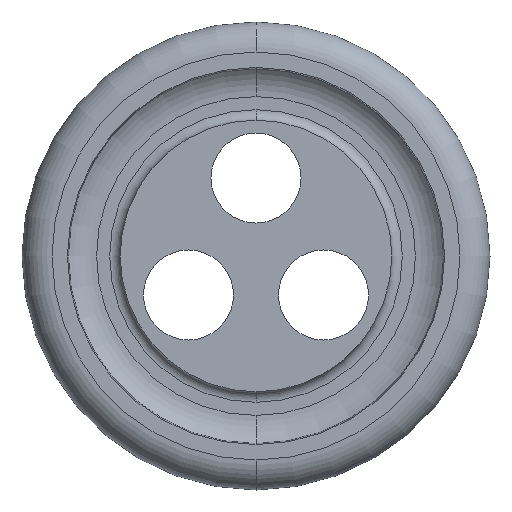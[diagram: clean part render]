
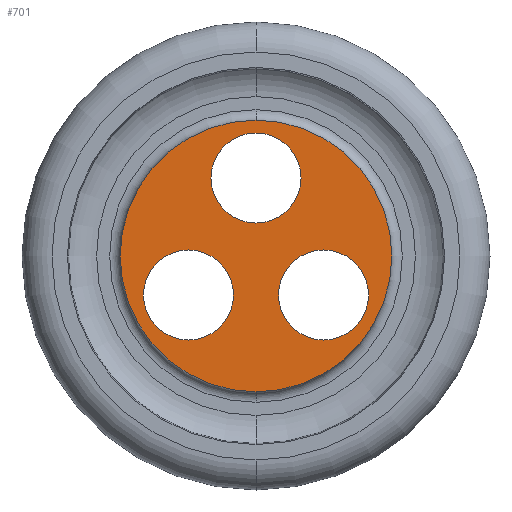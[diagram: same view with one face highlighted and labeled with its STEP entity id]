
A CAD part, front view. The second image highlights one B-rep face of the part: STEP entity #701.
In plain terms, the highlighted planar face has unit normal (0, -1, 0).
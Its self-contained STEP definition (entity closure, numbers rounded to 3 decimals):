
#12 = EDGE_CURVE ( 'NONE', #818, #674, #548, .T. ) ;
#21 = EDGE_CURVE ( 'NONE', #842, #729, #663, .T. ) ;
#38 = ORIENTED_EDGE ( 'NONE', *, *, #461, .T. ) ;
#49 = EDGE_CURVE ( 'NONE', #264, #629, #208, .T. ) ;
#53 = ORIENTED_EDGE ( 'NONE', *, *, #21, .T. ) ;
#64 = CIRCLE ( 'NONE', #600, 3. ) ;
#74 = DIRECTION ( 'NONE',  ( 0., -1., 0. ) ) ;
#85 = EDGE_LOOP ( 'NONE', ( #310, #148 ) ) ;
#86 = DIRECTION ( 'NONE',  ( 0., -1., 0. ) ) ;
#87 = EDGE_CURVE ( 'NONE', #629, #264, #64, .T. ) ;
#95 = DIRECTION ( 'NONE',  ( 0., 0., -1. ) ) ;
#111 = DIRECTION ( 'NONE',  ( 0., 0., -1. ) ) ;
#134 = DIRECTION ( 'NONE',  ( 0., 0., 1. ) ) ;
#148 = ORIENTED_EDGE ( 'NONE', *, *, #87, .F. ) ;
#152 = CARTESIAN_POINT ( 'NONE',  ( 0., 19.177, 2.196 ) ) ;
#164 = AXIS2_PLACEMENT_3D ( 'NONE', #612, #423, #195 ) ;
#195 = DIRECTION ( 'NONE',  ( 0., 0., -1. ) ) ;
#196 = ORIENTED_EDGE ( 'NONE', *, *, #856, .F. ) ;
#200 = CIRCLE ( 'NONE', #164, 3. ) ;
#208 = CIRCLE ( 'NONE', #415, 3. ) ;
#222 = CARTESIAN_POINT ( 'NONE',  ( 0., 19.177, 8.196 ) ) ;
#239 = DIRECTION ( 'NONE',  ( 0., -1., 0. ) ) ;
#244 = CARTESIAN_POINT ( 'NONE',  ( 0., 19.177, 0. ) ) ;
#264 = VERTEX_POINT ( 'NONE', #387 ) ;
#274 = PLANE ( 'NONE',  #846 ) ;
#283 = EDGE_LOOP ( 'NONE', ( #38, #53 ) ) ;
#285 = FACE_BOUND ( 'NONE', #656, .T. ) ;
#289 = AXIS2_PLACEMENT_3D ( 'NONE', #244, #239, #95 ) ;
#300 = CARTESIAN_POINT ( 'NONE',  ( 0., 19.177, 5.196 ) ) ;
#302 = DIRECTION ( 'NONE',  ( 0., -1., 0. ) ) ;
#310 = ORIENTED_EDGE ( 'NONE', *, *, #49, .F. ) ;
#316 = DIRECTION ( 'NONE',  ( 0., 0., -1. ) ) ;
#321 = FACE_OUTER_BOUND ( 'NONE', #283, .T. ) ;
#330 = EDGE_CURVE ( 'NONE', #674, #818, #200, .T. ) ;
#346 = FACE_BOUND ( 'NONE', #784, .T. ) ;
#355 = CARTESIAN_POINT ( 'NONE',  ( -9.05, 19.177, 0. ) ) ;
#364 = CARTESIAN_POINT ( 'NONE',  ( -4.5, 19.177, 0.402 ) ) ;
#368 = DIRECTION ( 'NONE',  ( 0., -1., 0. ) ) ;
#387 = CARTESIAN_POINT ( 'NONE',  ( 4.5, 19.177, -5.598 ) ) ;
#394 = VERTEX_POINT ( 'NONE', #152 ) ;
#415 = AXIS2_PLACEMENT_3D ( 'NONE', #786, #368, #111 ) ;
#423 = DIRECTION ( 'NONE',  ( 0., -1., 0. ) ) ;
#460 = CIRCLE ( 'NONE', #562, 3. ) ;
#461 = EDGE_CURVE ( 'NONE', #729, #842, #540, .T. ) ;
#519 = VERTEX_POINT ( 'NONE', #222 ) ;
#527 = CARTESIAN_POINT ( 'NONE',  ( 4.5, 19.177, 0.402 ) ) ;
#535 = CARTESIAN_POINT ( 'NONE',  ( 0., 19.177, 0. ) ) ;
#540 = CIRCLE ( 'NONE', #657, 9.05 ) ;
#542 = DIRECTION ( 'NONE',  ( 0., 0., -1. ) ) ;
#545 = DIRECTION ( 'NONE',  ( 0., 1., 0. ) ) ;
#548 = CIRCLE ( 'NONE', #593, 3. ) ;
#550 = CARTESIAN_POINT ( 'NONE',  ( 0., 19.177, -9.05 ) ) ;
#562 = AXIS2_PLACEMENT_3D ( 'NONE', #300, #780, #848 ) ;
#565 = ORIENTED_EDGE ( 'NONE', *, *, #330, .F. ) ;
#593 = AXIS2_PLACEMENT_3D ( 'NONE', #790, #302, #863 ) ;
#600 = AXIS2_PLACEMENT_3D ( 'NONE', #773, #646, #316 ) ;
#604 = AXIS2_PLACEMENT_3D ( 'NONE', #640, #86, #769 ) ;
#612 = CARTESIAN_POINT ( 'NONE',  ( -4.5, 19.177, -2.598 ) ) ;
#629 = VERTEX_POINT ( 'NONE', #527 ) ;
#640 = CARTESIAN_POINT ( 'NONE',  ( 0., 19.177, 5.196 ) ) ;
#646 = DIRECTION ( 'NONE',  ( 0., -1., 0. ) ) ;
#656 = EDGE_LOOP ( 'NONE', ( #196, #762 ) ) ;
#657 = AXIS2_PLACEMENT_3D ( 'NONE', #535, #74, #542 ) ;
#663 = CIRCLE ( 'NONE', #289, 9.05 ) ;
#674 = VERTEX_POINT ( 'NONE', #807 ) ;
#701 = ADVANCED_FACE ( 'NONE', ( #285, #822, #346, #321 ), #274, .F. ) ;
#729 = VERTEX_POINT ( 'NONE', #550 ) ;
#762 = ORIENTED_EDGE ( 'NONE', *, *, #884, .F. ) ;
#769 = DIRECTION ( 'NONE',  ( 0., 0., -1. ) ) ;
#773 = CARTESIAN_POINT ( 'NONE',  ( 4.5, 19.177, -2.598 ) ) ;
#775 = CARTESIAN_POINT ( 'NONE',  ( 0., 19.177, 9.05 ) ) ;
#780 = DIRECTION ( 'NONE',  ( 0., -1., 0. ) ) ;
#784 = EDGE_LOOP ( 'NONE', ( #565, #847 ) ) ;
#786 = CARTESIAN_POINT ( 'NONE',  ( 4.5, 19.177, -2.598 ) ) ;
#790 = CARTESIAN_POINT ( 'NONE',  ( -4.5, 19.177, -2.598 ) ) ;
#807 = CARTESIAN_POINT ( 'NONE',  ( -4.5, 19.177, -5.598 ) ) ;
#818 = VERTEX_POINT ( 'NONE', #364 ) ;
#822 = FACE_BOUND ( 'NONE', #85, .T. ) ;
#825 = CIRCLE ( 'NONE', #604, 3. ) ;
#842 = VERTEX_POINT ( 'NONE', #775 ) ;
#846 = AXIS2_PLACEMENT_3D ( 'NONE', #355, #545, #134 ) ;
#847 = ORIENTED_EDGE ( 'NONE', *, *, #12, .F. ) ;
#848 = DIRECTION ( 'NONE',  ( 0., 0., -1. ) ) ;
#856 = EDGE_CURVE ( 'NONE', #394, #519, #460, .T. ) ;
#863 = DIRECTION ( 'NONE',  ( 0., 0., -1. ) ) ;
#884 = EDGE_CURVE ( 'NONE', #519, #394, #825, .T. ) ;
